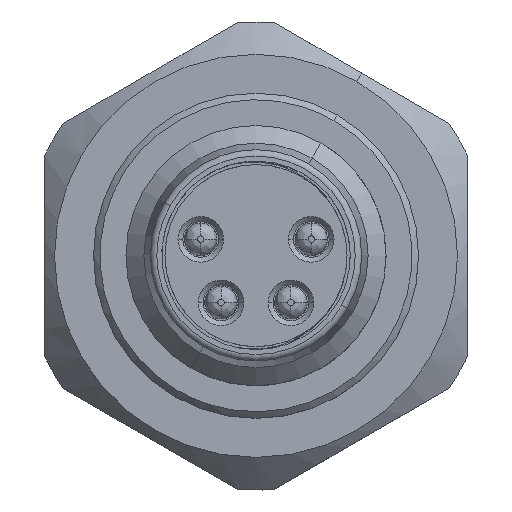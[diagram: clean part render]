
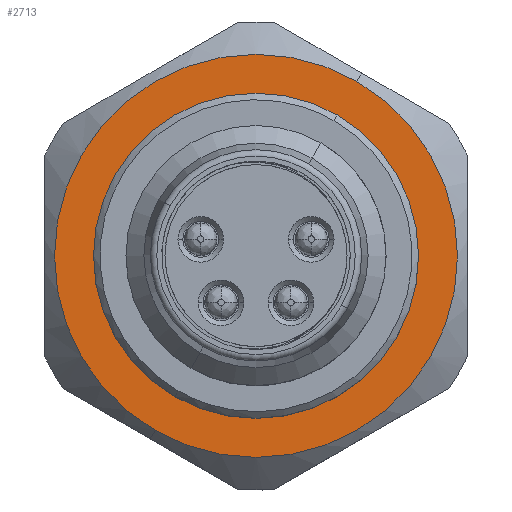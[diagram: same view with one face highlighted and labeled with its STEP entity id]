
A CAD part, top view. The second image highlights one B-rep face of the part: STEP entity #2713.
In plain terms, the highlighted planar face has unit normal (0, 0, 1).
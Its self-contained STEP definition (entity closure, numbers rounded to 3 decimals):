
#2657=AXIS2_PLACEMENT_3D('Circle Axis2P3D',#2655,#2656,$) ;
#2675=AXIS2_PLACEMENT_3D('Circle Axis2P3D',#2673,#2674,$) ;
#2689=AXIS2_PLACEMENT_3D('Plane Axis2P3D',#2686,#2687,#2688) ;
#2693=AXIS2_PLACEMENT_3D('Circle Axis2P3D',#2691,#2692,$) ;
#2702=AXIS2_PLACEMENT_3D('Circle Axis2P3D',#2700,#2701,$) ;
#2645=CARTESIAN_POINT('Vertex',(9.,11.508,14.35)) ;
#2652=CARTESIAN_POINT('Vertex',(4.,2.847,14.35)) ;
#2655=CARTESIAN_POINT('Axis2P3D Location',(6.5,7.178,14.35)) ;
#2673=CARTESIAN_POINT('Axis2P3D Location',(6.5,7.178,14.35)) ;
#2686=CARTESIAN_POINT('Axis2P3D Location',(3.7,2.328,14.35)) ;
#2691=CARTESIAN_POINT('Axis2P3D Location',(6.5,7.178,14.35)) ;
#2695=CARTESIAN_POINT('Vertex',(3.4,1.808,14.35)) ;
#2697=CARTESIAN_POINT('Vertex',(9.6,12.547,14.35)) ;
#2700=CARTESIAN_POINT('Axis2P3D Location',(6.5,7.178,14.35)) ;
#2656=DIRECTION('Axis2P3D Direction',(0.,0.,1.)) ;
#2674=DIRECTION('Axis2P3D Direction',(0.,0.,1.)) ;
#2687=DIRECTION('Axis2P3D Direction',(0.,0.,1.)) ;
#2688=DIRECTION('Axis2P3D XDirection',(0.866,-0.5,0.)) ;
#2692=DIRECTION('Axis2P3D Direction',(0.,0.,1.)) ;
#2701=DIRECTION('Axis2P3D Direction',(0.,0.,1.)) ;
#2706=ORIENTED_EDGE('',*,*,#2699,.T.) ;
#2707=ORIENTED_EDGE('',*,*,#2704,.T.) ;
#2710=ORIENTED_EDGE('',*,*,#2677,.F.) ;
#2711=ORIENTED_EDGE('',*,*,#2659,.F.) ;
#2712=FACE_BOUND('',#2709,.T.) ;
#2713=ADVANCED_FACE('V1',(#2708,#2712),#2690,.T.) ;
#2658=CIRCLE('generated circle',#2657,5.) ;
#2676=CIRCLE('generated circle',#2675,5.) ;
#2694=CIRCLE('generated circle',#2693,6.2) ;
#2703=CIRCLE('generated circle',#2702,6.2) ;
#2659=EDGE_CURVE('',#2653,#2646,#2658,.T.) ;
#2677=EDGE_CURVE('',#2646,#2653,#2676,.T.) ;
#2699=EDGE_CURVE('',#2696,#2698,#2694,.T.) ;
#2704=EDGE_CURVE('',#2698,#2696,#2703,.T.) ;
#2705=EDGE_LOOP('',(#2706,#2707)) ;
#2709=EDGE_LOOP('',(#2710,#2711)) ;
#2708=FACE_OUTER_BOUND('',#2705,.T.) ;
#2690=PLANE('',#2689) ;
#2646=VERTEX_POINT('',#2645) ;
#2653=VERTEX_POINT('',#2652) ;
#2696=VERTEX_POINT('',#2695) ;
#2698=VERTEX_POINT('',#2697) ;
